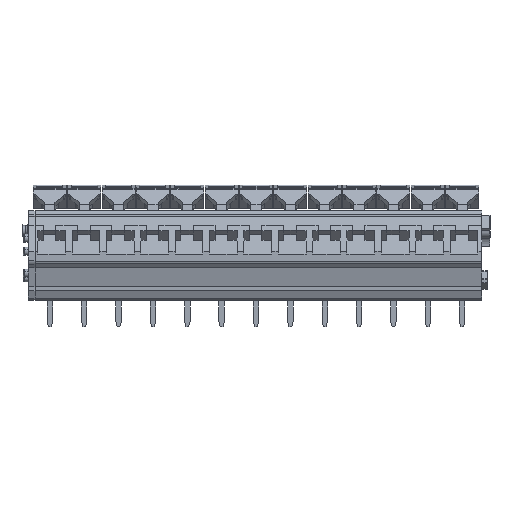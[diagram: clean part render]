
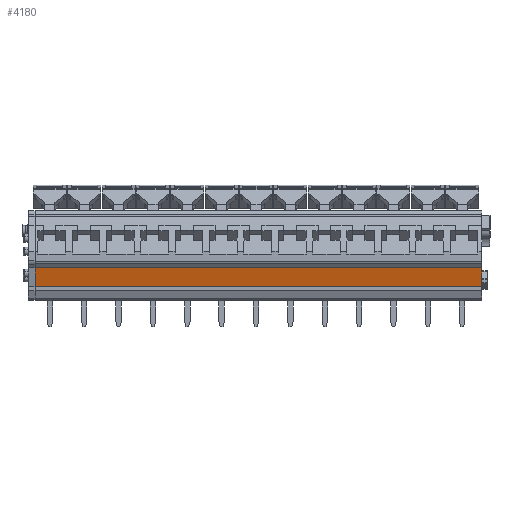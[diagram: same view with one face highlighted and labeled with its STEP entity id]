
A CAD part, front view. The second image highlights one B-rep face of the part: STEP entity #4180.
In plain terms, the highlighted planar face has unit normal (0, -0.966, -0.259).
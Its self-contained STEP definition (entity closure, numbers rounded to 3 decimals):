
#4167=AXIS2_PLACEMENT_3D('Plane Axis2P3D',#4164,#4165,#4166) ;
#979=CARTESIAN_POINT('Vertex',(1.9,1.37,5.863)) ;
#982=CARTESIAN_POINT('Line Origine',(1.9,1.002,7.238)) ;
#986=CARTESIAN_POINT('Vertex',(1.9,0.634,8.613)) ;
#1430=CARTESIAN_POINT('Vertex',(66.9,0.634,8.613)) ;
#1433=CARTESIAN_POINT('Line Origine',(66.9,1.002,7.238)) ;
#1437=CARTESIAN_POINT('Vertex',(66.9,1.37,5.863)) ;
#4151=CARTESIAN_POINT('Line Origine',(34.4,1.37,5.863)) ;
#4164=CARTESIAN_POINT('Axis2P3D Location',(4.05,1.37,5.863)) ;
#4169=CARTESIAN_POINT('Line Origine',(34.4,0.634,8.613)) ;
#983=DIRECTION('Vector Direction',(0.,-0.259,0.966)) ;
#1434=DIRECTION('Vector Direction',(0.,-0.259,0.966)) ;
#4152=DIRECTION('Vector Direction',(-1.,0.,0.)) ;
#4165=DIRECTION('Axis2P3D Direction',(0.,-0.966,-0.259)) ;
#4166=DIRECTION('Axis2P3D XDirection',(0.,-0.259,0.966)) ;
#4170=DIRECTION('Vector Direction',(-1.,0.,0.)) ;
#984=VECTOR('Line Direction',#983,1.) ;
#1435=VECTOR('Line Direction',#1434,1.) ;
#4153=VECTOR('Line Direction',#4152,1.) ;
#4171=VECTOR('Line Direction',#4170,1.) ;
#4175=ORIENTED_EDGE('',*,*,#4155,.F.) ;
#4176=ORIENTED_EDGE('',*,*,#1439,.T.) ;
#4177=ORIENTED_EDGE('',*,*,#4173,.T.) ;
#4178=ORIENTED_EDGE('',*,*,#988,.F.) ;
#4180=ADVANCED_FACE('Housing\\LMZF500-housing',(#4179),#4168,.T.) ;
#988=EDGE_CURVE('',#980,#987,#985,.T.) ;
#1439=EDGE_CURVE('',#1438,#1431,#1436,.T.) ;
#4155=EDGE_CURVE('',#1438,#980,#4154,.T.) ;
#4173=EDGE_CURVE('',#1431,#987,#4172,.T.) ;
#4174=EDGE_LOOP('',(#4175,#4176,#4177,#4178)) ;
#4179=FACE_OUTER_BOUND('',#4174,.T.) ;
#985=LINE('Line',#982,#984) ;
#1436=LINE('Line',#1433,#1435) ;
#4154=LINE('Line',#4151,#4153) ;
#4172=LINE('Line',#4169,#4171) ;
#4168=PLANE('',#4167) ;
#980=VERTEX_POINT('',#979) ;
#987=VERTEX_POINT('',#986) ;
#1431=VERTEX_POINT('',#1430) ;
#1438=VERTEX_POINT('',#1437) ;
